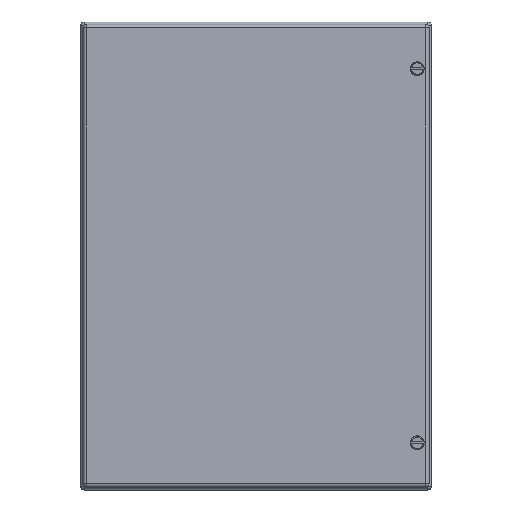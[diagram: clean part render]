
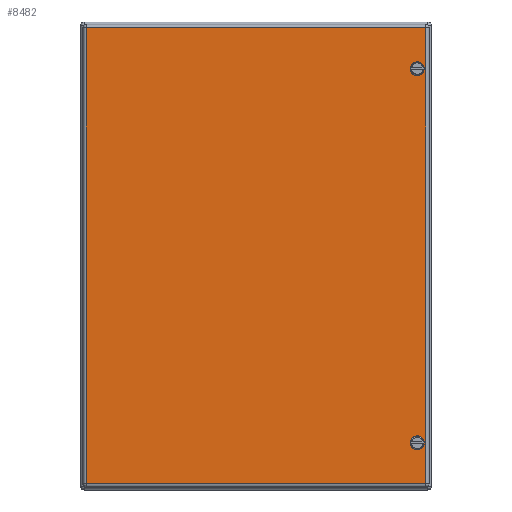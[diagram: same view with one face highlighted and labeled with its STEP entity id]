
A CAD part, top view. The second image highlights one B-rep face of the part: STEP entity #8482.
In plain terms, the highlighted planar face has unit normal (0, 0, 1).
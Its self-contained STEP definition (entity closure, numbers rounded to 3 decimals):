
#8424=AXIS2_PLACEMENT_3D('Plane Axis2P3D',#8421,#8422,#8423) ;
#8466=AXIS2_PLACEMENT_3D('Circle Axis2P3D',#8464,#8465,$) ;
#8475=AXIS2_PLACEMENT_3D('Circle Axis2P3D',#8473,#8474,$) ;
#8237=CARTESIAN_POINT('Vertex',(284.5,40.,200.)) ;
#8241=CARTESIAN_POINT('Control Point',(284.5,40.,200.)) ;
#8242=CARTESIAN_POINT('Control Point',(284.5,39.45,200.)) ;
#8243=CARTESIAN_POINT('Control Point',(284.608,38.9,200.)) ;
#8244=CARTESIAN_POINT('Control Point',(284.824,38.379,200.)) ;
#8245=CARTESIAN_POINT('Control Point',(285.449,37.449,200.)) ;
#8246=CARTESIAN_POINT('Control Point',(286.379,36.824,200.)) ;
#8247=CARTESIAN_POINT('Control Point',(286.9,36.608,200.)) ;
#8248=CARTESIAN_POINT('Control Point',(288.,36.392,200.)) ;
#8249=CARTESIAN_POINT('Control Point',(289.1,36.608,200.)) ;
#8250=CARTESIAN_POINT('Control Point',(289.621,36.824,200.)) ;
#8251=CARTESIAN_POINT('Control Point',(290.551,37.449,200.)) ;
#8252=CARTESIAN_POINT('Control Point',(291.176,38.379,200.)) ;
#8253=CARTESIAN_POINT('Control Point',(291.392,38.9,200.)) ;
#8254=CARTESIAN_POINT('Control Point',(291.5,39.45,200.)) ;
#8255=CARTESIAN_POINT('Control Point',(291.5,40.,200.)) ;
#8256=CARTESIAN_POINT('Vertex',(291.5,40.,200.)) ;
#8398=CARTESIAN_POINT('Control Point',(291.5,40.,200.)) ;
#8399=CARTESIAN_POINT('Control Point',(291.5,40.55,200.)) ;
#8400=CARTESIAN_POINT('Control Point',(291.392,41.1,200.)) ;
#8401=CARTESIAN_POINT('Control Point',(291.176,41.621,200.)) ;
#8402=CARTESIAN_POINT('Control Point',(290.551,42.551,200.)) ;
#8403=CARTESIAN_POINT('Control Point',(289.621,43.176,200.)) ;
#8404=CARTESIAN_POINT('Control Point',(289.1,43.392,200.)) ;
#8405=CARTESIAN_POINT('Control Point',(288.,43.608,200.)) ;
#8406=CARTESIAN_POINT('Control Point',(286.9,43.392,200.)) ;
#8407=CARTESIAN_POINT('Control Point',(286.379,43.176,200.)) ;
#8408=CARTESIAN_POINT('Control Point',(285.449,42.551,200.)) ;
#8409=CARTESIAN_POINT('Control Point',(284.824,41.621,200.)) ;
#8410=CARTESIAN_POINT('Control Point',(284.608,41.1,200.)) ;
#8411=CARTESIAN_POINT('Control Point',(284.5,40.55,200.)) ;
#8412=CARTESIAN_POINT('Control Point',(284.5,40.,200.)) ;
#8421=CARTESIAN_POINT('Axis2P3D Location',(150.,200.,200.)) ;
#8426=CARTESIAN_POINT('Line Origine',(295.,200.,200.)) ;
#8430=CARTESIAN_POINT('Vertex',(295.,5.,200.)) ;
#8432=CARTESIAN_POINT('Vertex',(295.,395.,200.)) ;
#8435=CARTESIAN_POINT('Line Origine',(150.,395.,200.)) ;
#8439=CARTESIAN_POINT('Vertex',(5.,395.,200.)) ;
#8442=CARTESIAN_POINT('Line Origine',(5.,200.,200.)) ;
#8446=CARTESIAN_POINT('Vertex',(5.,5.,200.)) ;
#8449=CARTESIAN_POINT('Line Origine',(150.,5.,200.)) ;
#8464=CARTESIAN_POINT('Axis2P3D Location',(288.,360.,200.)) ;
#8468=CARTESIAN_POINT('Vertex',(291.5,360.,200.)) ;
#8470=CARTESIAN_POINT('Vertex',(284.5,360.,200.)) ;
#8473=CARTESIAN_POINT('Axis2P3D Location',(288.,360.,200.)) ;
#8422=DIRECTION('Axis2P3D Direction',(0.,0.,1.)) ;
#8423=DIRECTION('Axis2P3D XDirection',(1.,0.,0.)) ;
#8427=DIRECTION('Vector Direction',(0.,1.,0.)) ;
#8436=DIRECTION('Vector Direction',(-1.,0.,0.)) ;
#8443=DIRECTION('Vector Direction',(0.,-1.,0.)) ;
#8450=DIRECTION('Vector Direction',(1.,0.,0.)) ;
#8465=DIRECTION('Axis2P3D Direction',(0.,0.,1.)) ;
#8474=DIRECTION('Axis2P3D Direction',(0.,0.,1.)) ;
#8428=VECTOR('Line Direction',#8427,1.) ;
#8437=VECTOR('Line Direction',#8436,1.) ;
#8444=VECTOR('Line Direction',#8443,1.) ;
#8451=VECTOR('Line Direction',#8450,1.) ;
#8455=ORIENTED_EDGE('',*,*,#8434,.T.) ;
#8456=ORIENTED_EDGE('',*,*,#8441,.T.) ;
#8457=ORIENTED_EDGE('',*,*,#8448,.T.) ;
#8458=ORIENTED_EDGE('',*,*,#8453,.T.) ;
#8461=ORIENTED_EDGE('',*,*,#8413,.F.) ;
#8462=ORIENTED_EDGE('',*,*,#8258,.F.) ;
#8479=ORIENTED_EDGE('',*,*,#8472,.F.) ;
#8480=ORIENTED_EDGE('',*,*,#8477,.F.) ;
#8463=FACE_BOUND('',#8460,.T.) ;
#8481=FACE_BOUND('',#8478,.T.) ;
#8482=ADVANCED_FACE('76192_ZUB_DE_HS_KEBI_400x300-1/76192_DE_HS_KEBI_400x300-1-solid1',(#8459,#8463,#8481),#8425,.T.) ;
#8240=B_SPLINE_CURVE_WITH_KNOTS('',5,(#8241,#8242,#8243,#8244,#8245,#8246,#8247,#8248,#8249,#8250,#8251,#8252,#8253,#8254,#8255),.UNSPECIFIED.,.F.,.U.,(6,3,3,3,6),(-5.498,-2.749,0.,2.749,5.498),.UNSPECIFIED.) ;
#8397=B_SPLINE_CURVE_WITH_KNOTS('',5,(#8398,#8399,#8400,#8401,#8402,#8403,#8404,#8405,#8406,#8407,#8408,#8409,#8410,#8411,#8412),.UNSPECIFIED.,.F.,.U.,(6,3,3,3,6),(-5.498,-2.749,0.,2.749,5.498),.UNSPECIFIED.) ;
#8467=CIRCLE('generated circle',#8466,3.5) ;
#8476=CIRCLE('generated circle',#8475,3.5) ;
#8258=EDGE_CURVE('',#8238,#8257,#8240,.T.) ;
#8413=EDGE_CURVE('',#8257,#8238,#8397,.T.) ;
#8434=EDGE_CURVE('',#8431,#8433,#8429,.T.) ;
#8441=EDGE_CURVE('',#8433,#8440,#8438,.T.) ;
#8448=EDGE_CURVE('',#8440,#8447,#8445,.T.) ;
#8453=EDGE_CURVE('',#8447,#8431,#8452,.T.) ;
#8472=EDGE_CURVE('',#8469,#8471,#8467,.T.) ;
#8477=EDGE_CURVE('',#8471,#8469,#8476,.T.) ;
#8454=EDGE_LOOP('',(#8455,#8456,#8457,#8458)) ;
#8460=EDGE_LOOP('',(#8461,#8462)) ;
#8478=EDGE_LOOP('',(#8479,#8480)) ;
#8459=FACE_OUTER_BOUND('',#8454,.T.) ;
#8429=LINE('Line',#8426,#8428) ;
#8438=LINE('Line',#8435,#8437) ;
#8445=LINE('Line',#8442,#8444) ;
#8452=LINE('Line',#8449,#8451) ;
#8425=PLANE('',#8424) ;
#8238=VERTEX_POINT('',#8237) ;
#8257=VERTEX_POINT('',#8256) ;
#8431=VERTEX_POINT('',#8430) ;
#8433=VERTEX_POINT('',#8432) ;
#8440=VERTEX_POINT('',#8439) ;
#8447=VERTEX_POINT('',#8446) ;
#8469=VERTEX_POINT('',#8468) ;
#8471=VERTEX_POINT('',#8470) ;
